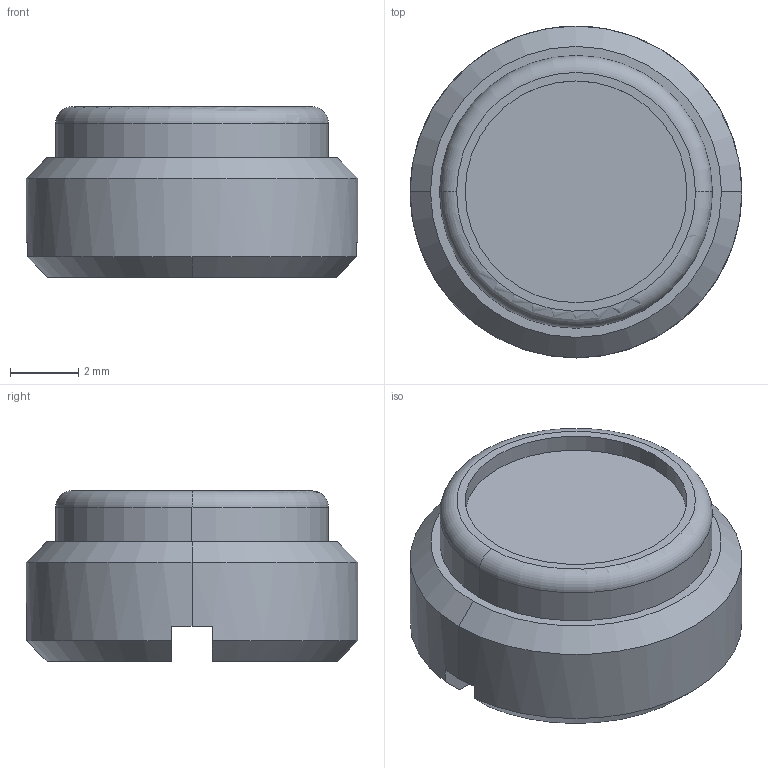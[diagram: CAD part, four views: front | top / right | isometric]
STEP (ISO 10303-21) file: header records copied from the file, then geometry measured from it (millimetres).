
FILE_DESCRIPTION (( 'STEP AP203' ), '1' );
FILE_NAME ('04010001-P.STEP', '2010-07-19T08:58:45', ( '' ), ( 'sopra-pneumatic' ), 'SwSTEP 2.0', 'SolidWorks 2009', '' );
FILE_SCHEMA (( 'CONFIG_CONTROL_DESIGN' ));
Length unit declared in the file: millimetre
Products named in the file (1): 04010001-P
Bounding box: 9.73 x 9.73 x 5 mm (x, y, z)
Volume: 238 mm3; surface area: 459.3 mm2
Topology: 2 solids, 2 shells, 34 faces, 81 edges, 52 vertices
Faces by surface type: cylinder 14, plane 11, cone 7, torus 2
Entity records: 1134 total; most frequent: CARTESIAN_POINT 247, DIRECTION 181, ORIENTED_EDGE 162, EDGE_CURVE 81, AXIS2_PLACEMENT_3D 76, VERTEX_POINT 52, CIRCLE 41, EDGE_LOOP 37
